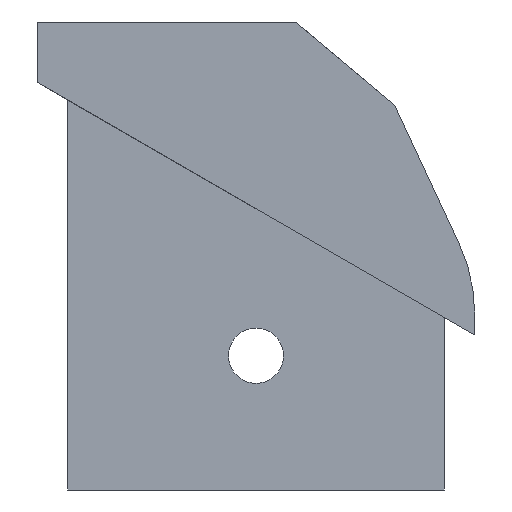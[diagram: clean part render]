
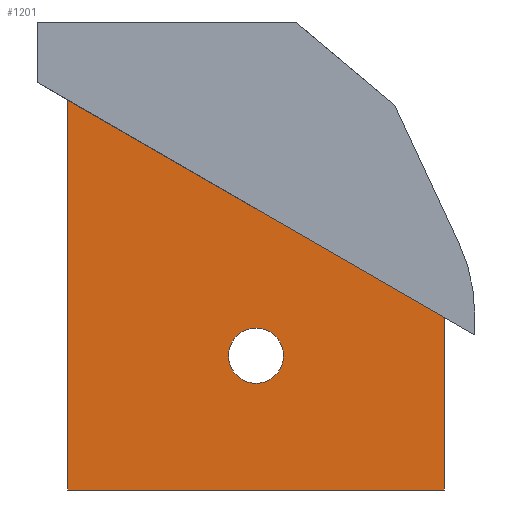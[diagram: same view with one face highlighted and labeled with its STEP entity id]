
A CAD part, left-side view. The second image highlights one B-rep face of the part: STEP entity #1201.
In plain terms, the highlighted planar face has unit normal (-1, 0, 0).
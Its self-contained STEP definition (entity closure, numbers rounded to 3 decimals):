
#26 = EDGE_CURVE ( 'NONE', #52, #894, #221, .T. ) ;
#45 = DIRECTION ( 'NONE',  ( 0., 0., 1. ) ) ;
#52 = VERTEX_POINT ( 'NONE', #835 ) ;
#61 = EDGE_CURVE ( 'NONE', #1217, #52, #1572, .T. ) ;
#66 = CARTESIAN_POINT ( 'NONE',  ( -115.35, 3.575, -18. ) ) ;
#101 = DIRECTION ( 'NONE',  ( -1., 0., 0. ) ) ;
#111 = DIRECTION ( 'NONE',  ( 0., 0., 1. ) ) ;
#118 = ORIENTED_EDGE ( 'NONE', *, *, #829, .F. ) ;
#131 = DIRECTION ( 'NONE',  ( 0., -0.866, -0.5 ) ) ;
#154 = VERTEX_POINT ( 'NONE', #1279 ) ;
#208 = ORIENTED_EDGE ( 'NONE', *, *, #575, .F. ) ;
#221 = LINE ( 'NONE', #362, #1216 ) ;
#299 = VECTOR ( 'NONE', #591, 1000. ) ;
#337 = CIRCLE ( 'NONE', #1059, 3.2 ) ;
#344 = VECTOR ( 'NONE', #864, 1000. ) ;
#348 = CARTESIAN_POINT ( 'NONE',  ( -115.35, 47.225, -18. ) ) ;
#356 = EDGE_CURVE ( 'NONE', #1217, #751, #1122, .T. ) ;
#362 = CARTESIAN_POINT ( 'NONE',  ( -115.35, 63.84, 36.858 ) ) ;
#426 = AXIS2_PLACEMENT_3D ( 'NONE', #616, #101, #1215 ) ;
#495 = CARTESIAN_POINT ( 'NONE',  ( -115.35, 47.225, -18. ) ) ;
#539 = EDGE_LOOP ( 'NONE', ( #208, #118 ) ) ;
#543 = CARTESIAN_POINT ( 'NONE',  ( -115.35, 25.4, -5.621 ) ) ;
#563 = ORIENTED_EDGE ( 'NONE', *, *, #61, .F. ) ;
#572 = VECTOR ( 'NONE', #1182, 1000. ) ;
#575 = EDGE_CURVE ( 'NONE', #843, #154, #888, .T. ) ;
#591 = DIRECTION ( 'NONE',  ( 0., 0., 1. ) ) ;
#616 = CARTESIAN_POINT ( 'NONE',  ( -115.35, 47.225, -18. ) ) ;
#722 = DIRECTION ( 'NONE',  ( -1., 0., 0. ) ) ;
#727 = FACE_OUTER_BOUND ( 'NONE', #1416, .T. ) ;
#751 = VERTEX_POINT ( 'NONE', #930 ) ;
#755 = ORIENTED_EDGE ( 'NONE', *, *, #26, .F. ) ;
#829 = EDGE_CURVE ( 'NONE', #154, #843, #337, .T. ) ;
#835 = CARTESIAN_POINT ( 'NONE',  ( -115.35, 47.225, 27.265 ) ) ;
#843 = VERTEX_POINT ( 'NONE', #543 ) ;
#864 = DIRECTION ( 'NONE',  ( 0., -1., 0. ) ) ;
#888 = CIRCLE ( 'NONE', #1042, 3.2 ) ;
#894 = VERTEX_POINT ( 'NONE', #1383 ) ;
#930 = CARTESIAN_POINT ( 'NONE',  ( -115.35, 3.575, -18. ) ) ;
#1000 = ORIENTED_EDGE ( 'NONE', *, *, #356, .T. ) ;
#1013 = EDGE_CURVE ( 'NONE', #751, #894, #1536, .T. ) ;
#1042 = AXIS2_PLACEMENT_3D ( 'NONE', #1406, #1537, #45 ) ;
#1059 = AXIS2_PLACEMENT_3D ( 'NONE', #1341, #722, #111 ) ;
#1122 = LINE ( 'NONE', #1475, #344 ) ;
#1182 = DIRECTION ( 'NONE',  ( 0., 0., 1. ) ) ;
#1201 = ADVANCED_FACE ( 'NONE', ( #1471, #727 ), #1229, .T. ) ;
#1215 = DIRECTION ( 'NONE',  ( 0., 0., 1. ) ) ;
#1216 = VECTOR ( 'NONE', #131, 1000. ) ;
#1217 = VERTEX_POINT ( 'NONE', #348 ) ;
#1229 = PLANE ( 'NONE',  #426 ) ;
#1279 = CARTESIAN_POINT ( 'NONE',  ( -115.35, 25.4, 0.779 ) ) ;
#1341 = CARTESIAN_POINT ( 'NONE',  ( -115.35, 25.4, -2.421 ) ) ;
#1383 = CARTESIAN_POINT ( 'NONE',  ( -115.35, 3.575, 2.064 ) ) ;
#1404 = ORIENTED_EDGE ( 'NONE', *, *, #1013, .T. ) ;
#1406 = CARTESIAN_POINT ( 'NONE',  ( -115.35, 25.4, -2.421 ) ) ;
#1416 = EDGE_LOOP ( 'NONE', ( #1404, #755, #563, #1000 ) ) ;
#1471 = FACE_BOUND ( 'NONE', #539, .T. ) ;
#1475 = CARTESIAN_POINT ( 'NONE',  ( -115.35, 47.225, -18. ) ) ;
#1536 = LINE ( 'NONE', #66, #572 ) ;
#1537 = DIRECTION ( 'NONE',  ( -1., 0., 0. ) ) ;
#1572 = LINE ( 'NONE', #495, #299 ) ;
